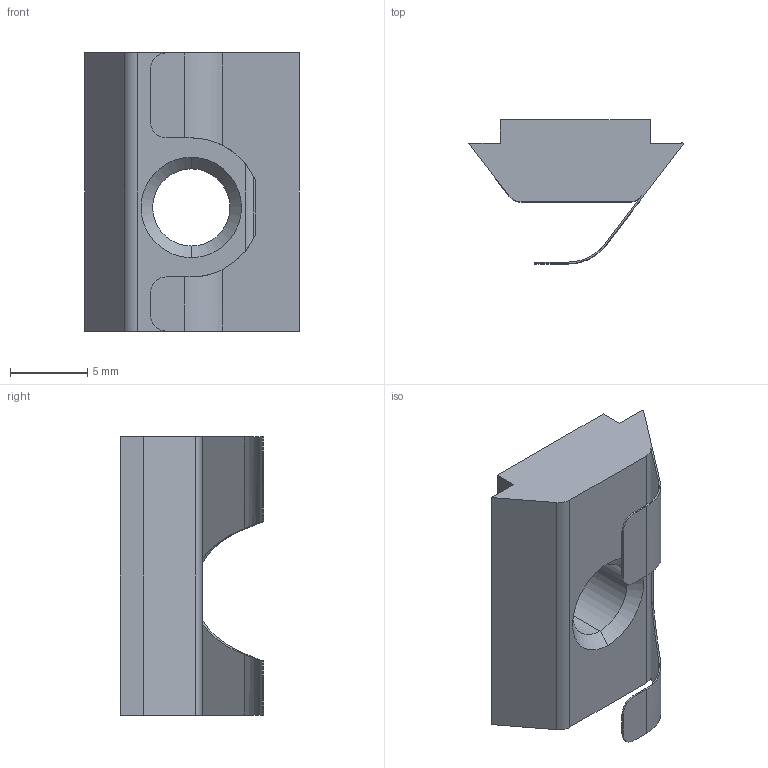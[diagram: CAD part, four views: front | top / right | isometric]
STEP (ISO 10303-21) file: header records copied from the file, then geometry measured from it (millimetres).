
FILE_DESCRIPTION (( 'STEP AP203' ), '1' );
FILE_NAME ('AL-2A11.A21A.01 Ñóõàðü ïàçîâûé ñ ôèêñàòîðîì ïàç 10, 20 ìì, Ì5.STEP', '2023-12-27T13:41:15', ( '' ), ( '' ), 'SwSTEP 2.0', 'SolidWorks 2021', '' );
FILE_SCHEMA (( 'CONFIG_CONTROL_DESIGN' ));
Length unit declared in the file: millimetre
Products named in the file (1): AL-2A11.A21A.01 Ñóõàðü ïàçîâûé ñ ôèêñàòîðîì ïàç 10, 20 ìì, Ì5
Bounding box: 13.89 x 9.3 x 18 mm (x, y, z)
Volume: 909.5 mm3; surface area: 953.7 mm2
Topology: 1 solids, 1 shells, 40 faces, 110 edges, 72 vertices
Faces by surface type: plane 20, cylinder 16, cone 4
Entity records: 1381 total; most frequent: CARTESIAN_POINT 267, ORIENTED_EDGE 220, DIRECTION 218, EDGE_CURVE 110, AXIS2_PLACEMENT_3D 75, VERTEX_POINT 72, LINE 68, VECTOR 68
